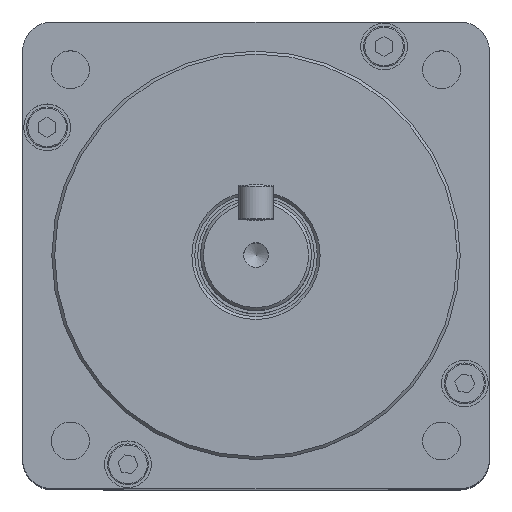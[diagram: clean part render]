
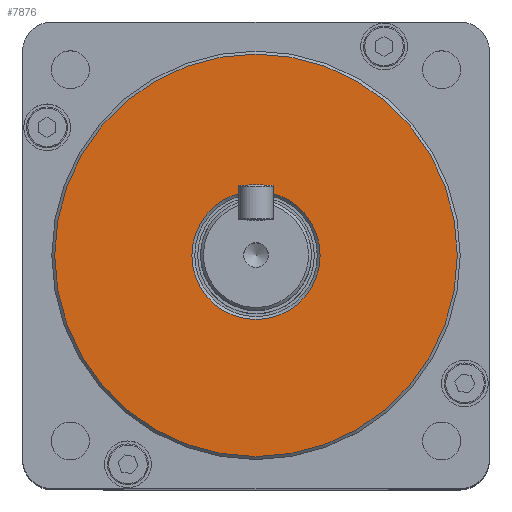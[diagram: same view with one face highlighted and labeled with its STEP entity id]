
A CAD part, top view. The second image highlights one B-rep face of the part: STEP entity #7876.
In plain terms, the highlighted planar face has unit normal (0, 0, 1).
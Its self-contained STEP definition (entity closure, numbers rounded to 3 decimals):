
#1439 = DIRECTION ( 'NONE',  ( -1., 0., 0. ) ) ;
#1619 = DIRECTION ( 'NONE',  ( -1., 0., 0. ) ) ;
#4362 = DIRECTION ( 'NONE',  ( 0., 0., 1. ) ) ;
#6187 = CARTESIAN_POINT ( 'NONE',  ( 0., 0., 19.5 ) ) ;
#6458 = CIRCLE ( 'NONE', #10501, 34.5 ) ;
#6702 = EDGE_CURVE ( 'NONE', #9252, #9252, #24382, .T. ) ;
#6741 = FACE_BOUND ( 'NONE', #6854, .T. ) ;
#6854 = EDGE_LOOP ( 'NONE', ( #30033 ) ) ;
#7876 = ADVANCED_FACE ( 'NONE', ( #6741, #12555 ), #17822, .F. ) ;
#9252 = VERTEX_POINT ( 'NONE', #14374 ) ;
#9899 = EDGE_LOOP ( 'NONE', ( #25364 ) ) ;
#10501 = AXIS2_PLACEMENT_3D ( 'NONE', #15785, #4362, #1439 ) ;
#12555 = FACE_OUTER_BOUND ( 'NONE', #9899, .T. ) ;
#13778 = CARTESIAN_POINT ( 'NONE',  ( -34.5, 0., 19.5 ) ) ;
#14374 = CARTESIAN_POINT ( 'NONE',  ( -11., 0., 19.5 ) ) ;
#15099 = AXIS2_PLACEMENT_3D ( 'NONE', #6187, #20381, #23095 ) ;
#15785 = CARTESIAN_POINT ( 'NONE',  ( 0., 0., 19.5 ) ) ;
#17081 = AXIS2_PLACEMENT_3D ( 'NONE', #20213, #23652, #1619 ) ;
#17822 = PLANE ( 'NONE',  #17081 ) ;
#18710 = VERTEX_POINT ( 'NONE', #13778 ) ;
#20213 = CARTESIAN_POINT ( 'NONE',  ( 0., 10.5, 19.5 ) ) ;
#20381 = DIRECTION ( 'NONE',  ( 0., 0., -1. ) ) ;
#23095 = DIRECTION ( 'NONE',  ( -1., 0., 0. ) ) ;
#23652 = DIRECTION ( 'NONE',  ( 0., 0., -1. ) ) ;
#24382 = CIRCLE ( 'NONE', #15099, 11. ) ;
#25364 = ORIENTED_EDGE ( 'NONE', *, *, #30557, .T. ) ;
#30033 = ORIENTED_EDGE ( 'NONE', *, *, #6702, .T. ) ;
#30557 = EDGE_CURVE ( 'NONE', #18710, #18710, #6458, .T. ) ;
